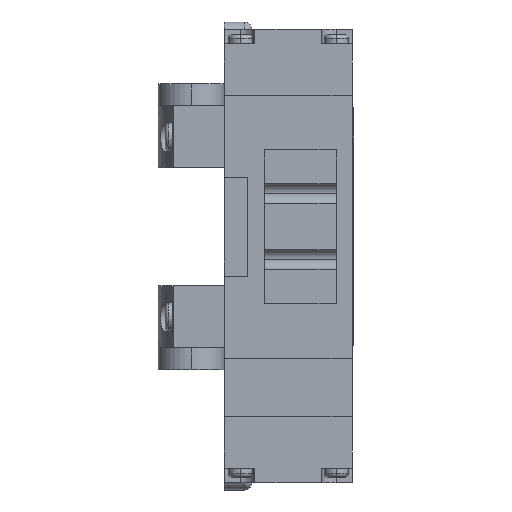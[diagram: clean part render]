
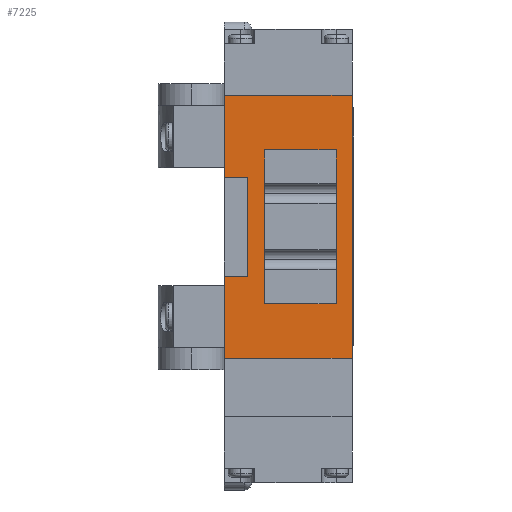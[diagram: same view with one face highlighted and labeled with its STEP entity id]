
A CAD part, left-side view. The second image highlights one B-rep face of the part: STEP entity #7225.
In plain terms, the highlighted planar face has unit normal (-1, 0, 0).
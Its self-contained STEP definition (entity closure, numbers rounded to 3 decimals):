
#2263 = LINE ( 'NONE', #5704, #2264 ) ;
#2264 = VECTOR ( 'NONE', #5705, 1000. ) ;
#2306 = LINE ( 'NONE', #5773, #2307 ) ;
#2307 = VECTOR ( 'NONE', #5774, 1000. ) ;
#2314 = LINE ( 'NONE', #5788, #2316 ) ;
#2316 = VECTOR ( 'NONE', #5789, 1000. ) ;
#2317 = LINE ( 'NONE', #5790, #2318 ) ;
#2318 = VECTOR ( 'NONE', #5791, 1000. ) ;
#2319 = LINE ( 'NONE', #5792, #2320 ) ;
#2320 = VECTOR ( 'NONE', #5793, 1000. ) ;
#2321 = LINE ( 'NONE', #5794, #2322 ) ;
#2322 = VECTOR ( 'NONE', #5795, 1000. ) ;
#2323 = LINE ( 'NONE', #5796, #2324 ) ;
#2324 = VECTOR ( 'NONE', #5797, 1000. ) ;
#2327 = LINE ( 'NONE', #5803, #2329 ) ;
#2329 = VECTOR ( 'NONE', #5804, 1000. ) ;
#2332 = LINE ( 'NONE', #5807, #2333 ) ;
#2333 = VECTOR ( 'NONE', #5808, 1000. ) ;
#2335 = LINE ( 'NONE', #5815, #2337 ) ;
#2337 = VECTOR ( 'NONE', #5816, 1000. ) ;
#2338 = LINE ( 'NONE', #5817, #2339 ) ;
#2339 = VECTOR ( 'NONE', #5818, 1000. ) ;
#2340 = LINE ( 'NONE', #5819, #2341 ) ;
#2341 = VECTOR ( 'NONE', #5820, 1000. ) ;
#3131 = AXIS2_PLACEMENT_3D ( 'NONE', #4475, #4477, #4479 ) ;
#4473 = PLANE ( 'NONE',  #3131 ) ;
#4475 = CARTESIAN_POINT ( 'NONE',  ( -20., 17.15, -72. ) ) ;
#4477 = DIRECTION ( 'NONE',  ( -1., 0., 0. ) ) ;
#4479 = DIRECTION ( 'NONE',  ( 0., 0., 1. ) ) ;
#4645 = CARTESIAN_POINT ( 'NONE',  ( -20., 6.05, -57. ) ) ;
#4667 = CARTESIAN_POINT ( 'NONE',  ( -20., 10.75, -49.5 ) ) ;
#4670 = CARTESIAN_POINT ( 'NONE',  ( -20., -17.85, 0. ) ) ;
#4672 = CARTESIAN_POINT ( 'NONE',  ( -20., 10.75, -22.5 ) ) ;
#4679 = CARTESIAN_POINT ( 'NONE',  ( -20., 17.15, 0. ) ) ;
#4706 = CARTESIAN_POINT ( 'NONE',  ( -20., 17.15, -22.5 ) ) ;
#4710 = CARTESIAN_POINT ( 'NONE',  ( -20., 17.15, -49.5 ) ) ;
#4772 = CARTESIAN_POINT ( 'NONE',  ( -20., 6.05, -15. ) ) ;
#4818 = CARTESIAN_POINT ( 'NONE',  ( -20., -17.85, -72. ) ) ;
#4842 = CARTESIAN_POINT ( 'NONE',  ( -20., -13.45, -57. ) ) ;
#4852 = CARTESIAN_POINT ( 'NONE',  ( -20., 17.15, -72. ) ) ;
#4853 = CARTESIAN_POINT ( 'NONE',  ( -20., -13.45, -15. ) ) ;
#5704 = CARTESIAN_POINT ( 'NONE',  ( -20., -13.45, -15. ) ) ;
#5705 = DIRECTION ( 'NONE',  ( 0., -1., 0. ) ) ;
#5773 = CARTESIAN_POINT ( 'NONE',  ( -20., 10.75, -49.5 ) ) ;
#5774 = DIRECTION ( 'NONE',  ( 0., 1., 0. ) ) ;
#5788 = CARTESIAN_POINT ( 'NONE',  ( -20., 17.15, -72. ) ) ;
#5789 = DIRECTION ( 'NONE',  ( 0., 0., 1. ) ) ;
#5790 = CARTESIAN_POINT ( 'NONE',  ( -20., 17.15, 0. ) ) ;
#5791 = DIRECTION ( 'NONE',  ( 0., -1., 0. ) ) ;
#5792 = CARTESIAN_POINT ( 'NONE',  ( -20., 17.15, -72. ) ) ;
#5793 = DIRECTION ( 'NONE',  ( 0., -1., 0. ) ) ;
#5794 = CARTESIAN_POINT ( 'NONE',  ( -20., 10.75, -49.5 ) ) ;
#5795 = DIRECTION ( 'NONE',  ( 0., 0., 1. ) ) ;
#5796 = CARTESIAN_POINT ( 'NONE',  ( -20., 10.75, -22.5 ) ) ;
#5797 = DIRECTION ( 'NONE',  ( 0., 1., 0. ) ) ;
#5803 = CARTESIAN_POINT ( 'NONE',  ( -20., -17.85, -72. ) ) ;
#5804 = DIRECTION ( 'NONE',  ( 0., 0., -1. ) ) ;
#5807 = CARTESIAN_POINT ( 'NONE',  ( -20., 17.15, -72. ) ) ;
#5808 = DIRECTION ( 'NONE',  ( 0., 0., 1. ) ) ;
#5815 = CARTESIAN_POINT ( 'NONE',  ( -20., -13.45, -57. ) ) ;
#5816 = DIRECTION ( 'NONE',  ( 0., 0., -1. ) ) ;
#5817 = CARTESIAN_POINT ( 'NONE',  ( -20., -13.45, -57. ) ) ;
#5818 = DIRECTION ( 'NONE',  ( 0., 1., 0. ) ) ;
#5819 = CARTESIAN_POINT ( 'NONE',  ( -20., 6.05, -57. ) ) ;
#5820 = DIRECTION ( 'NONE',  ( 0., 0., 1. ) ) ;
#6643 = ORIENTED_EDGE ( 'NONE', *, *, #7687, .F. ) ;
#6645 = ORIENTED_EDGE ( 'NONE', *, *, #7677, .T. ) ;
#6646 = ORIENTED_EDGE ( 'NONE', *, *, #7683, .F. ) ;
#6652 = ORIENTED_EDGE ( 'NONE', *, *, #7686, .F. ) ;
#6844 = ORIENTED_EDGE ( 'NONE', *, *, #7696, .T. ) ;
#6847 = ORIENTED_EDGE ( 'NONE', *, *, #7692, .F. ) ;
#6848 = ORIENTED_EDGE ( 'NONE', *, *, #7690, .F. ) ;
#6849 = ORIENTED_EDGE ( 'NONE', *, *, #7684, .F. ) ;
#6850 = ORIENTED_EDGE ( 'NONE', *, *, #7649, .T. ) ;
#6851 = ORIENTED_EDGE ( 'NONE', *, *, #7697, .T. ) ;
#6853 = ORIENTED_EDGE ( 'NONE', *, *, #7685, .T. ) ;
#6854 = ORIENTED_EDGE ( 'NONE', *, *, #7695, .T. ) ;
#7225 = ADVANCED_FACE ( 'NONE', ( #11509, #11510 ), #4473, .T. ) ;
#7649 = EDGE_CURVE ( 'NONE', #10609, #10656, #2263, .T. ) ;
#7677 = EDGE_CURVE ( 'NONE', #10484, #10564, #2306, .T. ) ;
#7683 = EDGE_CURVE ( 'NONE', #10655, #10564, #2314, .T. ) ;
#7684 = EDGE_CURVE ( 'NONE', #10511, #10492, #2317, .T. ) ;
#7685 = EDGE_CURVE ( 'NONE', #10655, #10635, #2319, .T. ) ;
#7686 = EDGE_CURVE ( 'NONE', #10484, #10496, #2321, .T. ) ;
#7687 = EDGE_CURVE ( 'NONE', #10496, #10559, #2323, .T. ) ;
#7690 = EDGE_CURVE ( 'NONE', #10492, #10635, #2327, .T. ) ;
#7692 = EDGE_CURVE ( 'NONE', #10559, #10511, #2332, .T. ) ;
#7695 = EDGE_CURVE ( 'NONE', #10656, #10649, #2335, .T. ) ;
#7696 = EDGE_CURVE ( 'NONE', #10649, #10461, #2338, .T. ) ;
#7697 = EDGE_CURVE ( 'NONE', #10461, #10609, #2340, .T. ) ;
#9725 = EDGE_LOOP ( 'NONE', ( #6643, #6652, #6645, #6646, #6853, #6848, #6849, #6847 ) ) ;
#9765 = EDGE_LOOP ( 'NONE', ( #6851, #6850, #6854, #6844 ) ) ;
#10461 = VERTEX_POINT ( 'NONE', #4645 ) ;
#10484 = VERTEX_POINT ( 'NONE', #4667 ) ;
#10492 = VERTEX_POINT ( 'NONE', #4670 ) ;
#10496 = VERTEX_POINT ( 'NONE', #4672 ) ;
#10511 = VERTEX_POINT ( 'NONE', #4679 ) ;
#10559 = VERTEX_POINT ( 'NONE', #4706 ) ;
#10564 = VERTEX_POINT ( 'NONE', #4710 ) ;
#10609 = VERTEX_POINT ( 'NONE', #4772 ) ;
#10635 = VERTEX_POINT ( 'NONE', #4818 ) ;
#10649 = VERTEX_POINT ( 'NONE', #4842 ) ;
#10655 = VERTEX_POINT ( 'NONE', #4852 ) ;
#10656 = VERTEX_POINT ( 'NONE', #4853 ) ;
#11509 = FACE_OUTER_BOUND ( 'NONE', #9725, .T. ) ;
#11510 = FACE_BOUND ( 'NONE', #9765, .T. ) ;
